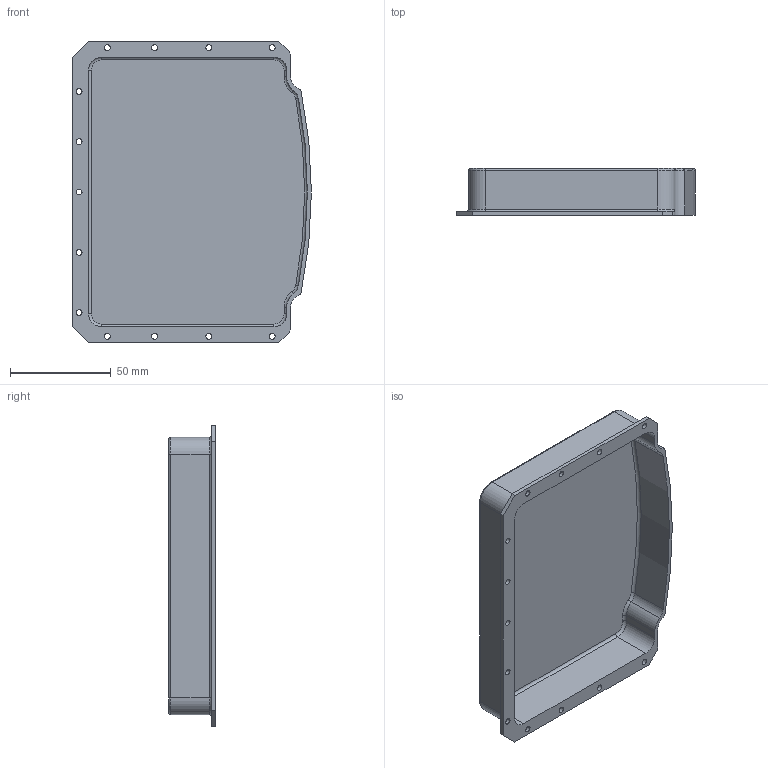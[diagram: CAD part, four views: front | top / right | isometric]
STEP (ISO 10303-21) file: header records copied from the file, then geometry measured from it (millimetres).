
FILE_DESCRIPTION((''),'2;1');
FILE_NAME('14100640','2007-09-13T',('rowclifw'),(''),'PRO/ENGINEER BY PARAMETRIC TECHNOLOGY CORPORATION, 2007160','PRO/ENGINEER BY PARAMETRIC TECHNOLOGY CORPORATION, 2007160','');
FILE_SCHEMA(('CONFIG_CONTROL_DESIGN'));
Length unit declared in the file: millimetre
Products named in the file (1): 14100640
Bounding box: 118.76 x 23.2 x 150 mm (x, y, z)
Volume: 53860 mm3; surface area: 54303.7 mm2
Topology: 1 solids, 1 shells, 98 faces, 253 edges, 158 vertices
Faces by surface type: cylinder 57, plane 21, torus 20
Entity records: 3128 total; most frequent: DIRECTION 583, CARTESIAN_POINT 536, ORIENTED_EDGE 506, EDGE_CURVE 253, AXIS2_PLACEMENT_3D 236, VERTEX_POINT 158, CIRCLE 138, EDGE_LOOP 125
